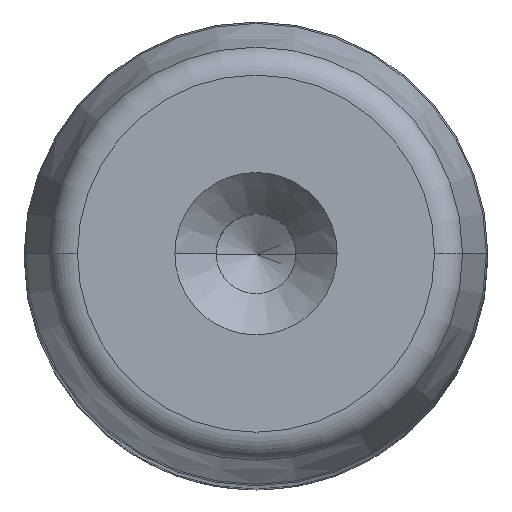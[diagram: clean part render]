
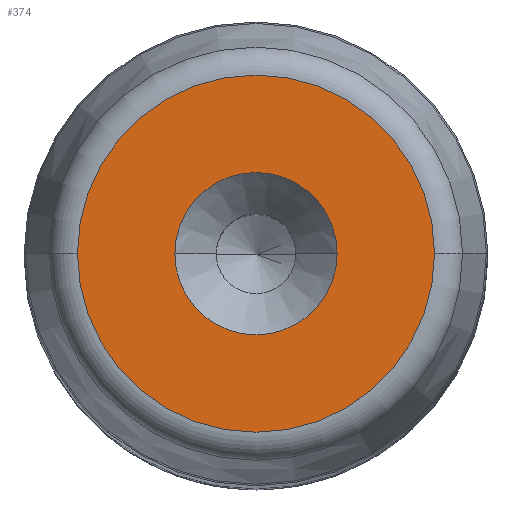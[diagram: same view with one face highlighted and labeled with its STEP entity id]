
A CAD part, top view. The second image highlights one B-rep face of the part: STEP entity #374.
In plain terms, the highlighted planar face has unit normal (0, 0, 1).
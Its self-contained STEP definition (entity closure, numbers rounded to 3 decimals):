
#3 = DIRECTION ( 'NONE',  ( 1., 0., 0. ) ) ;
#18 = CIRCLE ( 'NONE', #2450, 5.6 ) ;
#179 = VERTEX_POINT ( 'NONE', #373 ) ;
#283 = EDGE_LOOP ( 'NONE', ( #2436, #1711 ) ) ;
#294 = FACE_BOUND ( 'NONE', #913, .T. ) ;
#296 = DIRECTION ( 'NONE',  ( 1., 0., 0. ) ) ;
#329 = CARTESIAN_POINT ( 'NONE',  ( 0., 0., 180. ) ) ;
#373 = CARTESIAN_POINT ( 'NONE',  ( 12.322, 0., 180. ) ) ;
#374 = ADVANCED_FACE ( 'NONE', ( #486, #294 ), #2761, .T. ) ;
#415 = CIRCLE ( 'NONE', #2511, 12.322 ) ;
#426 = CARTESIAN_POINT ( 'NONE',  ( 0., 0., 180. ) ) ;
#486 = FACE_OUTER_BOUND ( 'NONE', #283, .T. ) ;
#574 = DIRECTION ( 'NONE',  ( 0., 0., 1. ) ) ;
#687 = CARTESIAN_POINT ( 'NONE',  ( 0., 0., 180. ) ) ;
#905 = DIRECTION ( 'NONE',  ( 0., 0., 1. ) ) ;
#913 = EDGE_LOOP ( 'NONE', ( #1830, #974 ) ) ;
#947 = VERTEX_POINT ( 'NONE', #1559 ) ;
#974 = ORIENTED_EDGE ( 'NONE', *, *, #2067, .F. ) ;
#995 = CARTESIAN_POINT ( 'NONE',  ( 5.6, 0., 180. ) ) ;
#1099 = DIRECTION ( 'NONE',  ( 0., 0., 1. ) ) ;
#1118 = DIRECTION ( 'NONE',  ( 0., 0., 1. ) ) ;
#1127 = CIRCLE ( 'NONE', #2297, 12.322 ) ;
#1154 = DIRECTION ( 'NONE',  ( 0., 0., 1. ) ) ;
#1248 = AXIS2_PLACEMENT_3D ( 'NONE', #426, #1154, #3 ) ;
#1277 = CARTESIAN_POINT ( 'NONE',  ( 0., 0., 180. ) ) ;
#1294 = CARTESIAN_POINT ( 'NONE',  ( -12.322, 0., 180. ) ) ;
#1418 = VERTEX_POINT ( 'NONE', #1294 ) ;
#1559 = CARTESIAN_POINT ( 'NONE',  ( -5.6, 0., 180. ) ) ;
#1711 = ORIENTED_EDGE ( 'NONE', *, *, #2887, .T. ) ;
#1830 = ORIENTED_EDGE ( 'NONE', *, *, #2302, .F. ) ;
#1868 = VERTEX_POINT ( 'NONE', #995 ) ;
#1889 = AXIS2_PLACEMENT_3D ( 'NONE', #1277, #1099, #2704 ) ;
#2043 = CARTESIAN_POINT ( 'NONE',  ( 0., 0., 180. ) ) ;
#2067 = EDGE_CURVE ( 'NONE', #947, #1868, #18, .T. ) ;
#2297 = AXIS2_PLACEMENT_3D ( 'NONE', #2043, #1118, #2769 ) ;
#2302 = EDGE_CURVE ( 'NONE', #1868, #947, #3026, .T. ) ;
#2436 = ORIENTED_EDGE ( 'NONE', *, *, #2563, .T. ) ;
#2450 = AXIS2_PLACEMENT_3D ( 'NONE', #329, #574, #296 ) ;
#2511 = AXIS2_PLACEMENT_3D ( 'NONE', #687, #905, #2542 ) ;
#2542 = DIRECTION ( 'NONE',  ( 1., 0., 0. ) ) ;
#2563 = EDGE_CURVE ( 'NONE', #179, #1418, #1127, .T. ) ;
#2704 = DIRECTION ( 'NONE',  ( 1., 0., 0. ) ) ;
#2761 = PLANE ( 'NONE',  #1248 ) ;
#2769 = DIRECTION ( 'NONE',  ( 1., 0., 0. ) ) ;
#2887 = EDGE_CURVE ( 'NONE', #1418, #179, #415, .T. ) ;
#3026 = CIRCLE ( 'NONE', #1889, 5.6 ) ;
